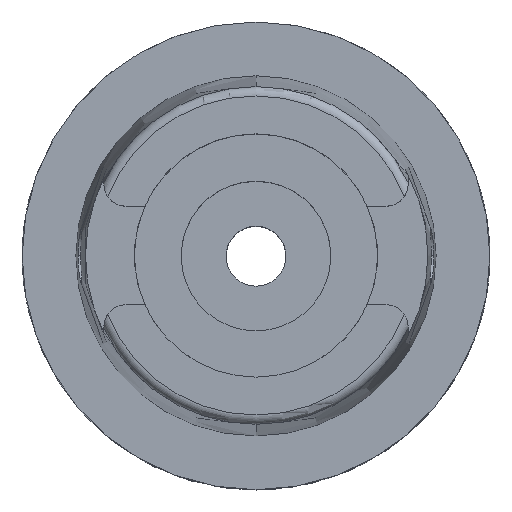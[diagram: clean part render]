
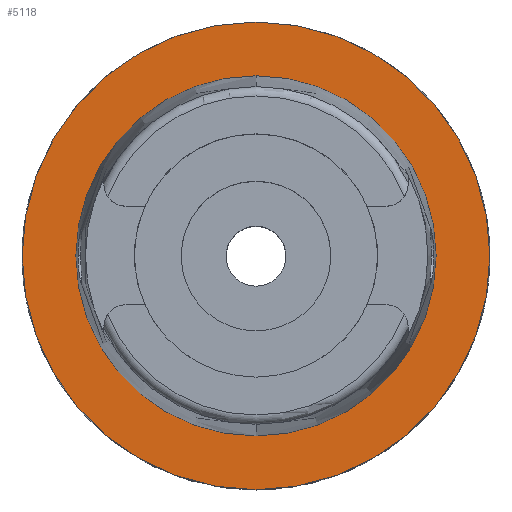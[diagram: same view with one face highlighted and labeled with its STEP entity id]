
A CAD part, top view. The second image highlights one B-rep face of the part: STEP entity #5118.
In plain terms, the highlighted planar face has unit normal (0, 0, 1).
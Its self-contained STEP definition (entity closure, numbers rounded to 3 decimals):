
#181 = CIRCLE ( 'NONE', #2846, 25. ) ;
#817 = DIRECTION ( 'NONE',  ( 0., -1., 0. ) ) ;
#878 = DIRECTION ( 'NONE',  ( 0., 0., 1. ) ) ;
#956 = DIRECTION ( 'NONE',  ( 0., 0., 1. ) ) ;
#1125 = DIRECTION ( 'NONE',  ( 0., 0., 1. ) ) ;
#1354 = CARTESIAN_POINT ( 'NONE',  ( 0., 0., 0. ) ) ;
#1376 = EDGE_CURVE ( 'NONE', #5136, #3663, #3006, .T. ) ;
#1443 = CARTESIAN_POINT ( 'NONE',  ( 0., 0., 0. ) ) ;
#1536 = VERTEX_POINT ( 'NONE', #2023 ) ;
#1538 = ORIENTED_EDGE ( 'NONE', *, *, #5384, .F. ) ;
#1732 = FACE_OUTER_BOUND ( 'NONE', #4746, .T. ) ;
#1858 = AXIS2_PLACEMENT_3D ( 'NONE', #1443, #3923, #5256 ) ;
#2023 = CARTESIAN_POINT ( 'NONE',  ( 0., 25., 0. ) ) ;
#2248 = DIRECTION ( 'NONE',  ( 0., 1., 0. ) ) ;
#2268 = CARTESIAN_POINT ( 'NONE',  ( 0., 0., 0. ) ) ;
#2303 = AXIS2_PLACEMENT_3D ( 'NONE', #2268, #956, #2248 ) ;
#2771 = CARTESIAN_POINT ( 'NONE',  ( 0., 19.25, 0. ) ) ;
#2840 = CIRCLE ( 'NONE', #2303, 19.25 ) ;
#2846 = AXIS2_PLACEMENT_3D ( 'NONE', #5453, #3263, #817 ) ;
#2939 = EDGE_CURVE ( 'NONE', #3663, #5136, #2840, .T. ) ;
#3006 = CIRCLE ( 'NONE', #4857, 19.25 ) ;
#3027 = FACE_BOUND ( 'NONE', #4524, .T. ) ;
#3053 = CARTESIAN_POINT ( 'NONE',  ( 0., -19.25, 0. ) ) ;
#3263 = DIRECTION ( 'NONE',  ( 0., 0., -1. ) ) ;
#3373 = AXIS2_PLACEMENT_3D ( 'NONE', #1354, #878, #5130 ) ;
#3437 = PLANE ( 'NONE',  #3373 ) ;
#3553 = VERTEX_POINT ( 'NONE', #4659 ) ;
#3663 = VERTEX_POINT ( 'NONE', #2771 ) ;
#3923 = DIRECTION ( 'NONE',  ( 0., 0., -1. ) ) ;
#3974 = ORIENTED_EDGE ( 'NONE', *, *, #4810, .F. ) ;
#4079 = ORIENTED_EDGE ( 'NONE', *, *, #1376, .F. ) ;
#4188 = DIRECTION ( 'NONE',  ( 0., -1., 0. ) ) ;
#4254 = CIRCLE ( 'NONE', #1858, 25. ) ;
#4387 = CARTESIAN_POINT ( 'NONE',  ( 0., 0., 0. ) ) ;
#4524 = EDGE_LOOP ( 'NONE', ( #4950, #4079 ) ) ;
#4659 = CARTESIAN_POINT ( 'NONE',  ( 0., -25., 0. ) ) ;
#4746 = EDGE_LOOP ( 'NONE', ( #3974, #1538 ) ) ;
#4810 = EDGE_CURVE ( 'NONE', #1536, #3553, #4254, .T. ) ;
#4857 = AXIS2_PLACEMENT_3D ( 'NONE', #4387, #1125, #4188 ) ;
#4950 = ORIENTED_EDGE ( 'NONE', *, *, #2939, .F. ) ;
#5118 = ADVANCED_FACE ( 'NONE', ( #1732, #3027 ), #3437, .T. ) ;
#5130 = DIRECTION ( 'NONE',  ( 1., 0., 0. ) ) ;
#5136 = VERTEX_POINT ( 'NONE', #3053 ) ;
#5256 = DIRECTION ( 'NONE',  ( 0., 1., 0. ) ) ;
#5384 = EDGE_CURVE ( 'NONE', #3553, #1536, #181, .T. ) ;
#5453 = CARTESIAN_POINT ( 'NONE',  ( 0., 0., 0. ) ) ;
